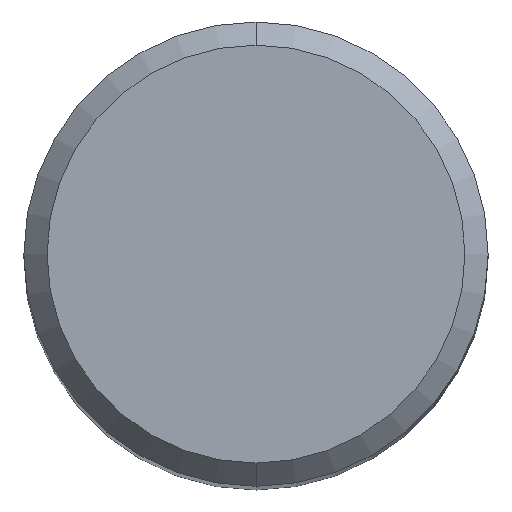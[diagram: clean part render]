
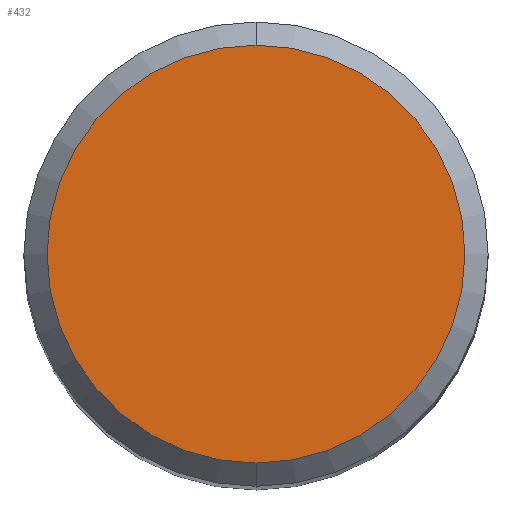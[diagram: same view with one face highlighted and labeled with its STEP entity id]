
A CAD part, top view. The second image highlights one B-rep face of the part: STEP entity #432.
In plain terms, the highlighted planar face has unit normal (0, 0, 1).
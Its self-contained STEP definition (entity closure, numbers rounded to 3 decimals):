
#212=EDGE_CURVE('',#382,#412,#520,.T.);
#216=EDGE_CURVE('',#412,#382,#524,.T.);
#382=VERTEX_POINT('',#705);
#412=VERTEX_POINT('',#738);
#432=ADVANCED_FACE('',(#761),#762,.T.);
#520=CIRCLE('',#912,5.4);
#524=CIRCLE('',#919,5.4);
#705=CARTESIAN_POINT('',(0.0,5.4,0.0));
#738=CARTESIAN_POINT('',(0.,-5.4,0.0));
#761=FACE_OUTER_BOUND('',#1374,.T.);
#762=PLANE('',#1375);
#912=AXIS2_PLACEMENT_3D('',#1544,#1545,#1546);
#919=AXIS2_PLACEMENT_3D('',#1548,#1549,#1550);
#1374=EDGE_LOOP('',(#1817,#1818));
#1375=AXIS2_PLACEMENT_3D('',#1819,#1820,#1821);
#1544=CARTESIAN_POINT('',(0.0,0.0,0.0));
#1545=DIRECTION('',(0.0,0.0,-1.0));
#1546=DIRECTION('',(0.0,1.0,0.0));
#1548=CARTESIAN_POINT('',(0.0,0.0,0.0));
#1549=DIRECTION('',(0.0,0.0,-1.0));
#1550=DIRECTION('',(0.0,1.0,0.0));
#1817=ORIENTED_EDGE('',*,*,#212,.F.);
#1818=ORIENTED_EDGE('',*,*,#216,.F.);
#1819=CARTESIAN_POINT('',(0.0,2.7,0.0));
#1820=DIRECTION('',(-0.0,0.0,1.0));
#1821=DIRECTION('',(0.0,-1.0,0.0));
